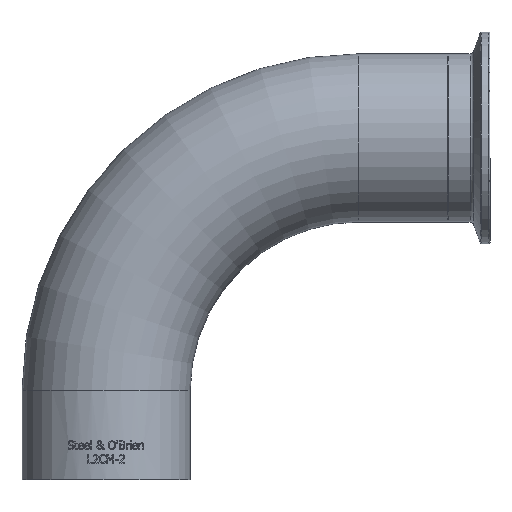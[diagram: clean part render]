
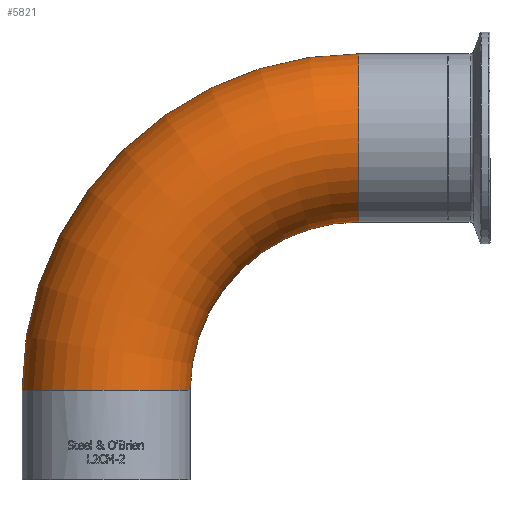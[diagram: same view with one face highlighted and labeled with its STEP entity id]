
A CAD part, top view. The second image highlights one B-rep face of the part: STEP entity #5821.
In plain terms, the highlighted toroidal (fillet/blend) face has major radius 76.2 mm and minor radius 25.4 mm.
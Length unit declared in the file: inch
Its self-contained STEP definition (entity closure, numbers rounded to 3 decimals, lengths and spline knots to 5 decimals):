
#25=TOROIDAL_SURFACE('',#6155,3.,1.);
#99=FACE_BOUND('',#1085,.T.);
#706=FACE_OUTER_BOUND('',#1084,.T.);
#1084=EDGE_LOOP('',(#5428));
#1085=EDGE_LOOP('',(#5429));
#1520=CIRCLE('',#6103,1.);
#1543=CIRCLE('',#6154,1.);
#2857=VERTEX_POINT('',#12828);
#2880=VERTEX_POINT('',#12902);
#3710=EDGE_CURVE('',#2857,#2857,#1520,.T.);
#3733=EDGE_CURVE('',#2880,#2880,#1543,.T.);
#5428=ORIENTED_EDGE('',*,*,#3733,.F.);
#5429=ORIENTED_EDGE('',*,*,#3710,.T.);
#5821=ADVANCED_FACE('',(#706,#99),#25,.T.);
#6103=AXIS2_PLACEMENT_3D('',#12829,#7091,#7092);
#6154=AXIS2_PLACEMENT_3D('',#12903,#7193,#7194);
#6155=AXIS2_PLACEMENT_3D('',#12904,#7195,#7196);
#7091=DIRECTION('center_axis',(0.,1.,0.));
#7092=DIRECTION('ref_axis',(-1.,0.,0.));
#7193=DIRECTION('center_axis',(1.,0.,0.));
#7194=DIRECTION('ref_axis',(0.,1.,0.));
#7195=DIRECTION('center_axis',(0.,0.,-1.));
#7196=DIRECTION('ref_axis',(-1.,0.,0.));
#12828=CARTESIAN_POINT('',(1.,1.063,0.));
#12829=CARTESIAN_POINT('Origin',(0.,1.063,0.));
#12902=CARTESIAN_POINT('',(3.,3.063,0.));
#12903=CARTESIAN_POINT('Origin',(3.,4.063,0.));
#12904=CARTESIAN_POINT('Origin',(3.,1.063,0.));
